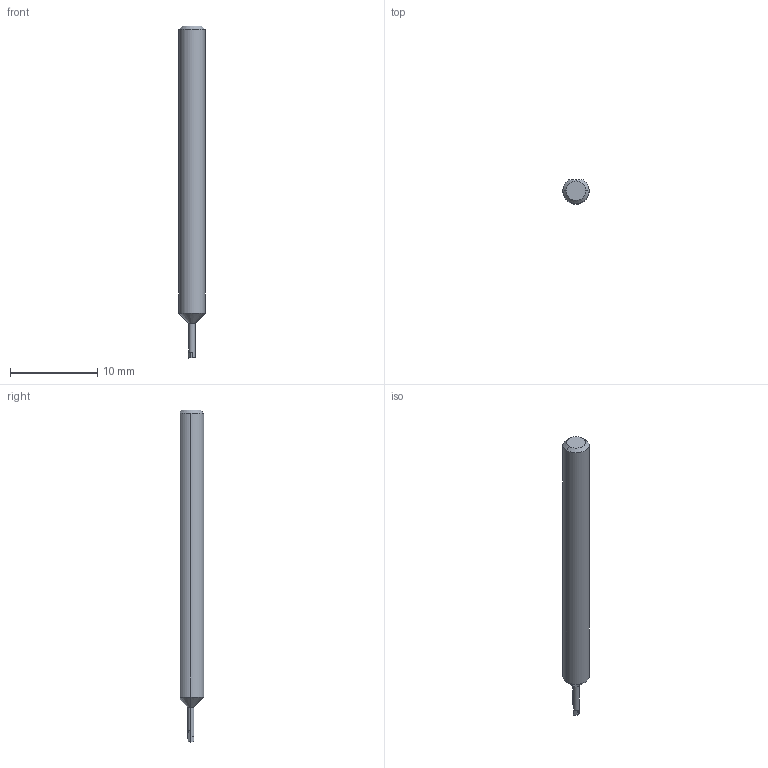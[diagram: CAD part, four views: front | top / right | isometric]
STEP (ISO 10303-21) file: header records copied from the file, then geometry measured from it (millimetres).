
FILE_DESCRIPTION (( 'STEP AP214' ), '1' );
FILE_NAME ('Micro_MBBM-009040.STEP', '2021-09-04T01:31:20', ( '' ), ( '' ), 'SwSTEP 2.0', 'SolidWorks 2020', '' );
FILE_SCHEMA (( 'AUTOMOTIVE_DESIGN' ));
Length unit declared in the file: inch
Products named in the file (1): Micro_MBBM-009040
Bounding box: 3 x 2.75 x 38 mm (x, y, z)
Volume: 227.2 mm3; surface area: 329.6 mm2
Topology: 1 solids, 1 shells, 18 faces, 39 edges, 23 vertices
Faces by surface type: plane 8, cone 5, cylinder 5
Entity records: 539 total; most frequent: CARTESIAN_POINT 117, DIRECTION 81, ORIENTED_EDGE 78, EDGE_CURVE 39, AXIS2_PLACEMENT_3D 31, VERTEX_POINT 23, VECTOR 19, LINE 19
